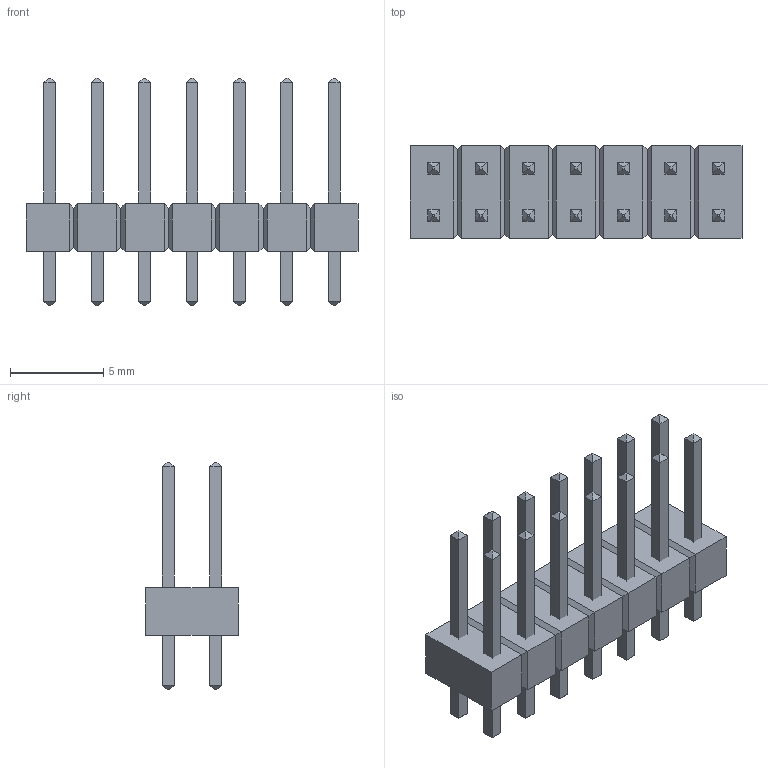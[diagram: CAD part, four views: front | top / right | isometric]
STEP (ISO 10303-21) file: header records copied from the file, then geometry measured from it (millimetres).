
FILE_DESCRIPTION(('FreeCAD Model'),'2;1');
FILE_NAME('4640026.1.1.stp','2020-04-11T11:58:34',( 'Author'),(''),'Open CASCADE STEP processor 6.9','FreeCAD','Unknown' );
FILE_SCHEMA(('AUTOMOTIVE_DESIGN { 1 0 10303 214 1 1 1 1 }'));
Length unit declared in the file: millimetre
Products named in the file (3): ASSEMBLY; Body; LeadsArray
Assembly tree (2 placements, depth 2):
  ASSEMBLY
    Body
    LeadsArray
Bounding box: 17.78 x 4.95 x 12.19 mm (x, y, z)
Volume: 287.4 mm3; surface area: 739.4 mm2
Topology: 15 solids, 15 shells, 274 faces, 548 edges, 304 vertices
Faces by surface type: plane 274
Entity records: 13885 total; most frequent: CARTESIAN_POINT 2321, DIRECTION 2102, LINE 1548, VECTOR 1548, ORIENTED_EDGE 1096, PCURVE 1096, DEFINITIONAL_REPRESENTATION 1096, EDGE_CURVE 548
